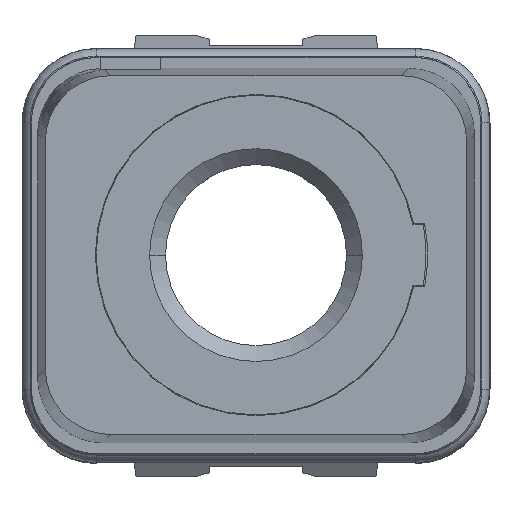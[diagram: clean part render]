
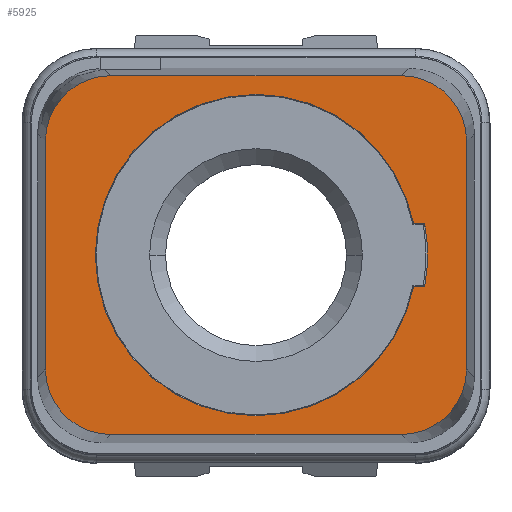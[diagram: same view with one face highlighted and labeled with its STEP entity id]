
A CAD part, top view. The second image highlights one B-rep face of the part: STEP entity #5925.
In plain terms, the highlighted planar face has unit normal (0, 0, 1).
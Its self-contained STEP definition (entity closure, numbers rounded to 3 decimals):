
#117=DIRECTION('',(0.,-1.,0.));
#118=VECTOR('',#117,7.3);
#119=CARTESIAN_POINT('',(-6.75,3.65,10.12));
#120=LINE('',#119,#118);
#121=CARTESIAN_POINT('',(-4.65,3.65,10.12));
#122=DIRECTION('',(0.,0.,1.));
#123=DIRECTION('',(0.,1.,0.));
#124=AXIS2_PLACEMENT_3D('',#121,#122,#123);
#126=DIRECTION('',(-1.,0.,0.));
#127=VECTOR('',#126,9.3);
#128=CARTESIAN_POINT('',(4.65,5.75,10.12));
#129=LINE('',#128,#127);
#130=CARTESIAN_POINT('',(4.65,3.65,10.12));
#131=DIRECTION('',(0.,0.,1.));
#132=DIRECTION('',(1.,0.,0.));
#133=AXIS2_PLACEMENT_3D('',#130,#131,#132);
#135=DIRECTION('',(0.,1.,0.));
#136=VECTOR('',#135,7.3);
#137=CARTESIAN_POINT('',(6.75,-3.65,10.12));
#138=LINE('',#137,#136);
#139=CARTESIAN_POINT('',(4.65,-3.65,10.12));
#140=DIRECTION('',(0.,0.,1.));
#141=DIRECTION('',(0.,-1.,0.));
#142=AXIS2_PLACEMENT_3D('',#139,#140,#141);
#144=DIRECTION('',(1.,0.,0.));
#145=VECTOR('',#144,9.3);
#146=CARTESIAN_POINT('',(-4.65,-5.75,10.12));
#147=LINE('',#146,#145);
#148=CARTESIAN_POINT('',(-4.65,-3.65,10.12));
#149=DIRECTION('',(0.,0.,1.));
#150=DIRECTION('',(-1.,0.,0.));
#151=AXIS2_PLACEMENT_3D('',#148,#149,#150);
#153=DIRECTION('',(1.,0.,0.));
#154=VECTOR('',#153,0.356);
#155=CARTESIAN_POINT('',(5.052,-1.,10.12));
#156=LINE('',#155,#154);
#157=CARTESIAN_POINT('',(0.,0.,10.12));
#158=DIRECTION('',(0.,0.,1.));
#159=DIRECTION('',(0.983,-0.182,0.));
#160=AXIS2_PLACEMENT_3D('',#157,#158,#159);
#162=DIRECTION('',(-1.,0.,0.));
#163=VECTOR('',#162,0.356);
#164=CARTESIAN_POINT('',(5.408,1.,10.12));
#165=LINE('',#164,#163);
#166=CARTESIAN_POINT('',(0.,0.,10.12));
#167=DIRECTION('',(0.,0.,1.));
#168=DIRECTION('',(0.981,0.194,0.));
#169=AXIS2_PLACEMENT_3D('',#166,#167,#168);
#171=CARTESIAN_POINT('',(0.,0.,10.12));
#172=DIRECTION('',(0.,0.,1.));
#173=DIRECTION('',(0.,1.,0.));
#174=AXIS2_PLACEMENT_3D('',#171,#172,#173);
#176=CARTESIAN_POINT('',(0.,0.,10.12));
#177=DIRECTION('',(0.,0.,1.));
#178=DIRECTION('',(0.,-1.,0.));
#179=AXIS2_PLACEMENT_3D('',#176,#177,#178);
#4719=CARTESIAN_POINT('',(-6.75,3.65,10.12));
#4720=CARTESIAN_POINT('',(-6.75,-3.65,10.12));
#4721=VERTEX_POINT('',#4719);
#4722=VERTEX_POINT('',#4720);
#4723=CARTESIAN_POINT('',(-4.65,-5.75,10.12));
#4724=VERTEX_POINT('',#4723);
#4725=CARTESIAN_POINT('',(4.65,-5.75,10.12));
#4726=VERTEX_POINT('',#4725);
#4727=CARTESIAN_POINT('',(6.75,-3.65,10.12));
#4728=VERTEX_POINT('',#4727);
#4729=CARTESIAN_POINT('',(6.75,3.65,10.12));
#4730=VERTEX_POINT('',#4729);
#4731=CARTESIAN_POINT('',(4.65,5.75,10.12));
#4732=VERTEX_POINT('',#4731);
#4733=CARTESIAN_POINT('',(-4.65,5.75,10.12));
#4734=VERTEX_POINT('',#4733);
#4765=CARTESIAN_POINT('',(0.,5.15,10.12));
#4766=CARTESIAN_POINT('',(0.,-5.15,10.12));
#4767=VERTEX_POINT('',#4765);
#4768=VERTEX_POINT('',#4766);
#4989=CARTESIAN_POINT('',(5.052,-1.,10.12));
#4990=CARTESIAN_POINT('',(5.408,-1.,10.12));
#4991=VERTEX_POINT('',#4989);
#4992=VERTEX_POINT('',#4990);
#4993=CARTESIAN_POINT('',(5.408,1.,10.12));
#4994=VERTEX_POINT('',#4993);
#4995=CARTESIAN_POINT('',(5.052,1.,10.12));
#4996=VERTEX_POINT('',#4995);
#5890=CARTESIAN_POINT('',(0.,0.,10.12));
#5891=DIRECTION('',(0.,0.,1.));
#5892=DIRECTION('',(1.,0.,0.));
#5893=AXIS2_PLACEMENT_3D('',#5890,#5891,#5892);
#5894=PLANE('',#5893);
#5896=ORIENTED_EDGE('',*,*,#5895,.F.);
#5897=ORIENTED_EDGE('',*,*,#5882,.F.);
#5898=ORIENTED_EDGE('',*,*,#5813,.F.);
#5900=ORIENTED_EDGE('',*,*,#5899,.F.);
#5902=ORIENTED_EDGE('',*,*,#5901,.F.);
#5904=ORIENTED_EDGE('',*,*,#5903,.F.);
#5906=ORIENTED_EDGE('',*,*,#5905,.F.);
#5908=ORIENTED_EDGE('',*,*,#5907,.F.);
#5909=EDGE_LOOP('',(#5896,#5897,#5898,#5900,#5902,#5904,#5906,#5908));
#5910=FACE_OUTER_BOUND('',#5909,.F.);
#5912=ORIENTED_EDGE('',*,*,#5911,.T.);
#5914=ORIENTED_EDGE('',*,*,#5913,.T.);
#5916=ORIENTED_EDGE('',*,*,#5915,.T.);
#5918=ORIENTED_EDGE('',*,*,#5917,.T.);
#5920=ORIENTED_EDGE('',*,*,#5919,.T.);
#5922=ORIENTED_EDGE('',*,*,#5921,.T.);
#5923=EDGE_LOOP('',(#5912,#5914,#5916,#5918,#5920,#5922));
#5924=FACE_BOUND('',#5923,.F.);
#5925=ADVANCED_FACE('',(#5910,#5924),#5894,.T.);
#125=CIRCLE('',#124,2.1);
#134=CIRCLE('',#133,2.1);
#143=CIRCLE('',#142,2.1);
#152=CIRCLE('',#151,2.1);
#161=CIRCLE('',#160,5.5);
#170=CIRCLE('',#169,5.15);
#175=CIRCLE('',#174,5.15);
#180=CIRCLE('',#179,5.15);
#5813=EDGE_CURVE('',#4732,#4734,#129,.T.);
#5882=EDGE_CURVE('',#4734,#4721,#125,.T.);
#5895=EDGE_CURVE('',#4721,#4722,#120,.T.);
#5899=EDGE_CURVE('',#4730,#4732,#134,.T.);
#5901=EDGE_CURVE('',#4728,#4730,#138,.T.);
#5903=EDGE_CURVE('',#4726,#4728,#143,.T.);
#5905=EDGE_CURVE('',#4724,#4726,#147,.T.);
#5907=EDGE_CURVE('',#4722,#4724,#152,.T.);
#5911=EDGE_CURVE('',#4991,#4992,#156,.T.);
#5913=EDGE_CURVE('',#4992,#4994,#161,.T.);
#5915=EDGE_CURVE('',#4994,#4996,#165,.T.);
#5917=EDGE_CURVE('',#4996,#4767,#170,.T.);
#5919=EDGE_CURVE('',#4767,#4768,#175,.T.);
#5921=EDGE_CURVE('',#4768,#4991,#180,.T.);
